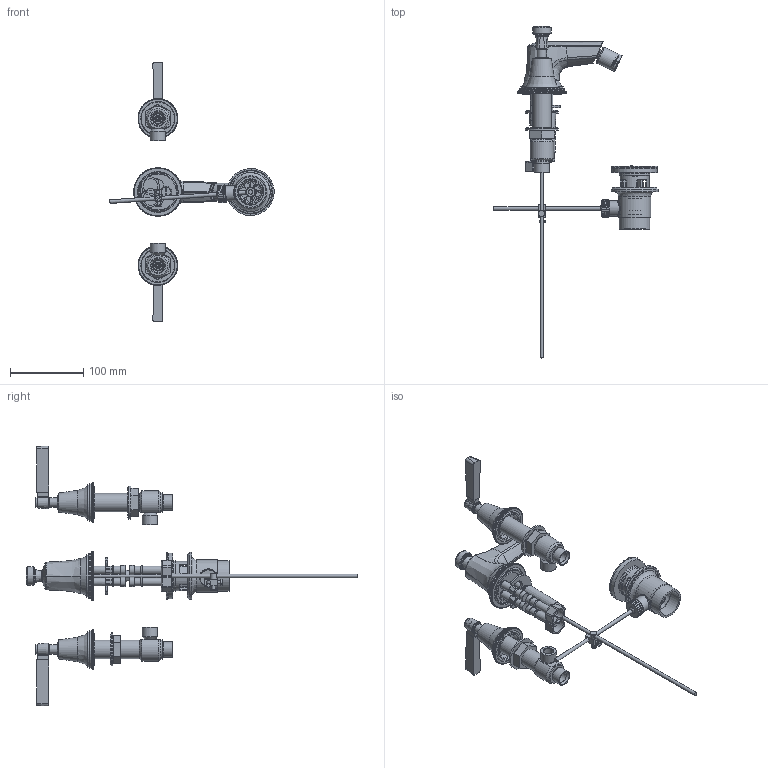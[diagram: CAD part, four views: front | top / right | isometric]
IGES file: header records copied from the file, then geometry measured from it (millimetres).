
Global section: file name: No Iges File Name specified; native system: Autodesk Inventor 2012; preprocessor: AutoDesk Inventor Iges Exporter R2012; author: mblakey; date: 20120917.143802; units: millimetre
Bounding box: 223.87 x 452 x 353.83 mm (x, y, z)
Volume: 486314.9 mm3; surface area: 249850.1 mm2
Topology: 67 solids, 68 shells, 4769 faces, 11894 edges, 7575 vertices
Faces by surface type: plane 2839, cone 739, cylinder 636, revolution 317, torus 116, bspline 107, sphere 15
Full cylindrical faces by diameter (mm): 1 x3, 3.141 x2, 4 x8, 4.76 x1, 5 x2, 6 x1, 6.2 x3, 6.229 x2, 7.5 x2, 8 x7, 8.8 x2, 9 x1, 9.1 x2, 9.525 x3, 9.7 x4, 9.8 x1, 10 x2, 11 x8, 11.2 x1, 11.25 x4, 11.998 x2, 12.6 x6, 12.7 x6, 13.8 x1, 13.95 x1, 14 x1, 14.8 x2, 15.5 x1, 16 x1, 17.399 x1
